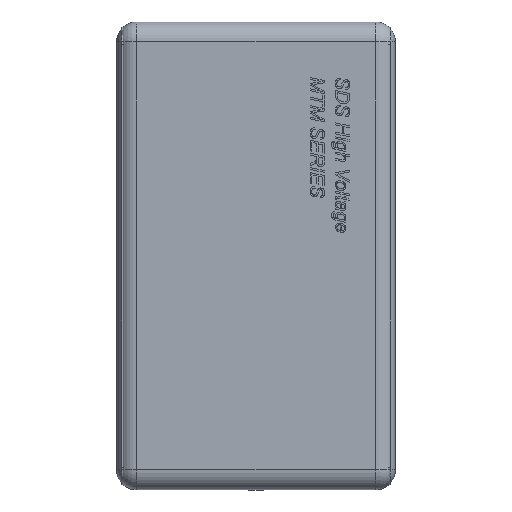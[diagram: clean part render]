
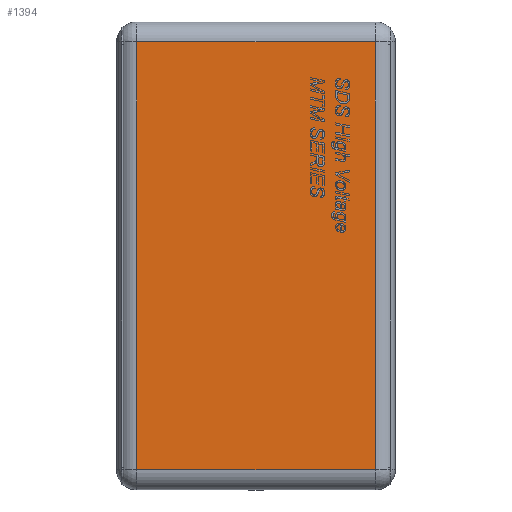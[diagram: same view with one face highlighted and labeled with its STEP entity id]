
A CAD part, top view. The second image highlights one B-rep face of the part: STEP entity #1394.
In plain terms, the highlighted planar face has unit normal (0, 0, 1).
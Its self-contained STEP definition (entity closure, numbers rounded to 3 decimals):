
#772 = VERTEX_POINT('',#773);
#773 = CARTESIAN_POINT('',(-12.,-21.5,16.));
#780 = EDGE_CURVE('',#772,#781,#783,.T.);
#781 = VERTEX_POINT('',#782);
#782 = CARTESIAN_POINT('',(-12.,21.5,16.));
#783 = LINE('',#784,#785);
#784 = CARTESIAN_POINT('',(-12.,-21.5,16.));
#785 = VECTOR('',#786,1.);
#786 = DIRECTION('',(0.,1.,0.));
#1276 = EDGE_CURVE('',#772,#1277,#1279,.T.);
#1277 = VERTEX_POINT('',#1278);
#1278 = CARTESIAN_POINT('',(12.,-21.5,16.));
#1279 = LINE('',#1280,#1281);
#1280 = CARTESIAN_POINT('',(-14.,-21.5,16.));
#1281 = VECTOR('',#1282,1.);
#1282 = DIRECTION('',(1.,0.,0.));
#1394 = ADVANCED_FACE('',(#1395),#1413,.T.);
#1395 = FACE_BOUND('',#1396,.T.);
#1396 = EDGE_LOOP('',(#1397,#1398,#1406,#1412));
#1397 = ORIENTED_EDGE('',*,*,#1276,.T.);
#1398 = ORIENTED_EDGE('',*,*,#1399,.F.);
#1399 = EDGE_CURVE('',#1400,#1277,#1402,.T.);
#1400 = VERTEX_POINT('',#1401);
#1401 = CARTESIAN_POINT('',(12.,21.5,16.));
#1402 = LINE('',#1403,#1404);
#1403 = CARTESIAN_POINT('',(12.,21.5,16.));
#1404 = VECTOR('',#1405,1.);
#1405 = DIRECTION('',(0.,-1.,0.));
#1406 = ORIENTED_EDGE('',*,*,#1407,.F.);
#1407 = EDGE_CURVE('',#781,#1400,#1408,.T.);
#1408 = LINE('',#1409,#1410);
#1409 = CARTESIAN_POINT('',(-14.,21.5,16.));
#1410 = VECTOR('',#1411,1.);
#1411 = DIRECTION('',(1.,0.,0.));
#1412 = ORIENTED_EDGE('',*,*,#780,.F.);
#1413 = PLANE('',#1414);
#1414 = AXIS2_PLACEMENT_3D('',#1415,#1416,#1417);
#1415 = CARTESIAN_POINT('',(-14.,-21.5,16.));
#1416 = DIRECTION('',(0.,0.,1.));
#1417 = DIRECTION('',(0.,1.,0.));
